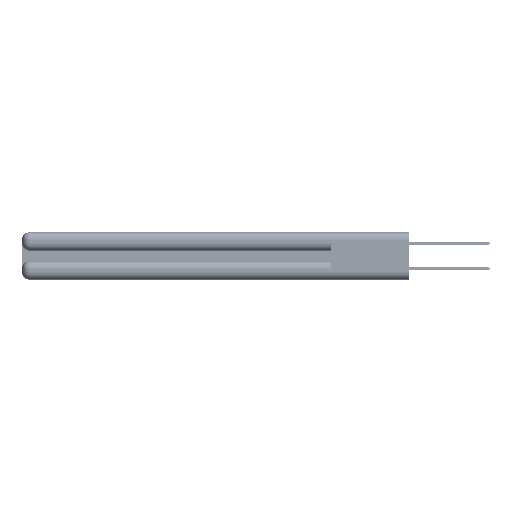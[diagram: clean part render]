
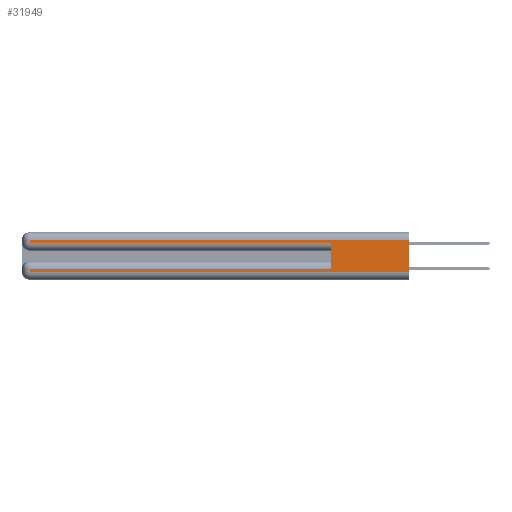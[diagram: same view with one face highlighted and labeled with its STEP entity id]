
A CAD part, left-side view. The second image highlights one B-rep face of the part: STEP entity #31949.
In plain terms, the highlighted planar face has unit normal (-1, 0, 0).
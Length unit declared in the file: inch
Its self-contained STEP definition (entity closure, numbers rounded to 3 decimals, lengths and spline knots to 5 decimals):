
#1619 = CARTESIAN_POINT ( 'NONE',  ( 0., 0., 0.31 ) ) ;
#2379 = CARTESIAN_POINT ( 'NONE',  ( 0., 0., 0.085 ) ) ;
#2521 = VECTOR ( 'NONE', #49974, 39.37008 ) ;
#2615 = EDGE_CURVE ( 'NONE', #34000, #35746, #49511, .T. ) ;
#3633 = ORIENTED_EDGE ( 'NONE', *, *, #2615, .T. ) ;
#4233 = CARTESIAN_POINT ( 'NONE',  ( 0., 2.94, 0.085 ) ) ;
#4440 = VECTOR ( 'NONE', #14093, 39.37008 ) ;
#5880 = CARTESIAN_POINT ( 'NONE',  ( 0., 2.94, 0.31 ) ) ;
#6708 = EDGE_CURVE ( 'NONE', #38135, #39176, #45682, .T. ) ;
#7180 = ORIENTED_EDGE ( 'NONE', *, *, #6708, .T. ) ;
#7821 = VERTEX_POINT ( 'NONE', #27719 ) ;
#8340 = LINE ( 'NONE', #20365, #13627 ) ;
#8929 = VERTEX_POINT ( 'NONE', #37997 ) ;
#9626 = VECTOR ( 'NONE', #26366, 39.37008 ) ;
#9976 = VERTEX_POINT ( 'NONE', #15767 ) ;
#12162 = DIRECTION ( 'NONE',  ( 0., -1., 0. ) ) ;
#12244 = VECTOR ( 'NONE', #29091, 39.37008 ) ;
#12649 = PLANE ( 'NONE',  #42543 ) ;
#13627 = VECTOR ( 'NONE', #12162, 39.37008 ) ;
#14093 = DIRECTION ( 'NONE',  ( 0., 1., 0. ) ) ;
#14410 = ORIENTED_EDGE ( 'NONE', *, *, #51940, .T. ) ;
#15233 = VECTOR ( 'NONE', #44964, 39.37008 ) ;
#15767 = CARTESIAN_POINT ( 'NONE',  ( 0., 0., 0.06 ) ) ;
#16176 = ORIENTED_EDGE ( 'NONE', *, *, #54811, .T. ) ;
#16870 = CARTESIAN_POINT ( 'NONE',  ( 0., 0., 0.37 ) ) ;
#16988 = CARTESIAN_POINT ( 'NONE',  ( 0., 0., 0.31 ) ) ;
#18234 = ORIENTED_EDGE ( 'NONE', *, *, #27961, .T. ) ;
#19360 = DIRECTION ( 'NONE',  ( 0., 0., -1. ) ) ;
#20202 = EDGE_CURVE ( 'NONE', #8929, #7821, #32918, .T. ) ;
#20365 = CARTESIAN_POINT ( 'NONE',  ( 0., 0., 0.285 ) ) ;
#20492 = DIRECTION ( 'NONE',  ( 1., 0., 0. ) ) ;
#24386 = CARTESIAN_POINT ( 'NONE',  ( 0., 0., 0.06 ) ) ;
#26096 = EDGE_CURVE ( 'NONE', #39176, #41776, #29394, .T. ) ;
#26366 = DIRECTION ( 'NONE',  ( 0., 0., -1. ) ) ;
#26586 = LINE ( 'NONE', #2379, #15233 ) ;
#27719 = CARTESIAN_POINT ( 'NONE',  ( 0., 0.6, 0.285 ) ) ;
#27961 = EDGE_CURVE ( 'NONE', #8929, #34000, #26586, .T. ) ;
#29043 = FACE_OUTER_BOUND ( 'NONE', #30784, .T. ) ;
#29091 = DIRECTION ( 'NONE',  ( 0., 0., 1. ) ) ;
#29394 = LINE ( 'NONE', #31653, #53951 ) ;
#29580 = DIRECTION ( 'NONE',  ( 0., 0., -1. ) ) ;
#30274 = CARTESIAN_POINT ( 'NONE',  ( 0., 2.94, 0.37 ) ) ;
#30784 = EDGE_LOOP ( 'NONE', ( #41872, #7180, #36918, #16176, #52494, #18234, #3633, #14410 ) ) ;
#30982 = EDGE_CURVE ( 'NONE', #38135, #9976, #43084, .T. ) ;
#31653 = CARTESIAN_POINT ( 'NONE',  ( 0., 2.94, 0.37 ) ) ;
#31949 = ADVANCED_FACE ( 'NONE', ( #29043 ), #12649, .F. ) ;
#32516 = CARTESIAN_POINT ( 'NONE',  ( 0., 2.94, 0.06 ) ) ;
#32918 = LINE ( 'NONE', #50409, #12244 ) ;
#33152 = VECTOR ( 'NONE', #46207, 39.37008 ) ;
#34000 = VERTEX_POINT ( 'NONE', #4233 ) ;
#35746 = VERTEX_POINT ( 'NONE', #32516 ) ;
#36918 = ORIENTED_EDGE ( 'NONE', *, *, #26096, .T. ) ;
#37997 = CARTESIAN_POINT ( 'NONE',  ( 0., 0.6, 0.085 ) ) ;
#38135 = VERTEX_POINT ( 'NONE', #16988 ) ;
#39176 = VERTEX_POINT ( 'NONE', #5880 ) ;
#41776 = VERTEX_POINT ( 'NONE', #47690 ) ;
#41872 = ORIENTED_EDGE ( 'NONE', *, *, #30982, .F. ) ;
#42358 = CARTESIAN_POINT ( 'NONE',  ( 0., 0., 0.37 ) ) ;
#42543 = AXIS2_PLACEMENT_3D ( 'NONE', #42358, #20492, #29580 ) ;
#43084 = LINE ( 'NONE', #16870, #33152 ) ;
#44964 = DIRECTION ( 'NONE',  ( 0., 1., 0. ) ) ;
#45682 = LINE ( 'NONE', #1619, #4440 ) ;
#46207 = DIRECTION ( 'NONE',  ( 0., 0., -1. ) ) ;
#47690 = CARTESIAN_POINT ( 'NONE',  ( 0., 2.94, 0.285 ) ) ;
#49511 = LINE ( 'NONE', #30274, #9626 ) ;
#49745 = LINE ( 'NONE', #24386, #2521 ) ;
#49974 = DIRECTION ( 'NONE',  ( 0., -1., 0. ) ) ;
#50409 = CARTESIAN_POINT ( 'NONE',  ( 0., 0.6, 0.145 ) ) ;
#51940 = EDGE_CURVE ( 'NONE', #35746, #9976, #49745, .T. ) ;
#52494 = ORIENTED_EDGE ( 'NONE', *, *, #20202, .F. ) ;
#53951 = VECTOR ( 'NONE', #19360, 39.37008 ) ;
#54811 = EDGE_CURVE ( 'NONE', #41776, #7821, #8340, .T. ) ;
